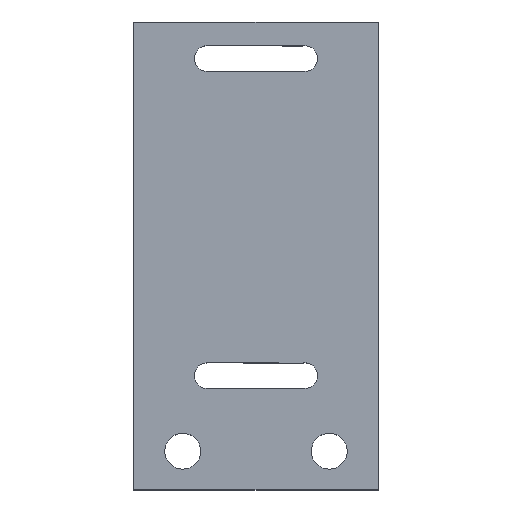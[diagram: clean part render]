
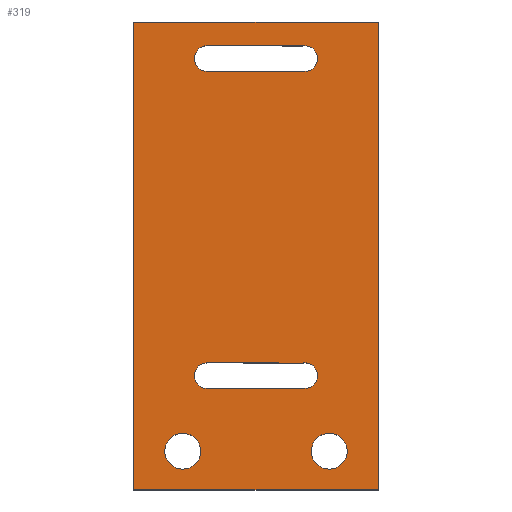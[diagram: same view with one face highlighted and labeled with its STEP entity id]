
A CAD part, top view. The second image highlights one B-rep face of the part: STEP entity #319.
In plain terms, the highlighted planar face has unit normal (0, 0, 1).
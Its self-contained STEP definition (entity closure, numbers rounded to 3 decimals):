
#15=FACE_BOUND('',#72,.T.);
#16=FACE_BOUND('',#73,.T.);
#17=FACE_BOUND('',#74,.T.);
#18=FACE_BOUND('',#75,.T.);
#24=CIRCLE('',#338,1.05);
#26=CIRCLE('',#342,1.05);
#27=CIRCLE('',#344,1.473);
#29=CIRCLE('',#347,1.473);
#32=CIRCLE('',#352,1.05);
#34=CIRCLE('',#356,1.05);
#55=FACE_OUTER_BOUND('',#71,.T.);
#71=EDGE_LOOP('',(#267,#268,#269,#270));
#72=EDGE_LOOP('',(#271,#272,#273,#274));
#73=EDGE_LOOP('',(#275));
#74=EDGE_LOOP('',(#276));
#75=EDGE_LOOP('',(#277,#278,#279,#280));
#83=LINE('',#459,#113);
#87=LINE('',#471,#117);
#93=LINE('',#495,#123);
#97=LINE('',#507,#127);
#101=LINE('',#519,#131);
#104=LINE('',#525,#134);
#107=LINE('',#531,#137);
#110=LINE('',#535,#140);
#113=VECTOR('',#369,10.);
#117=VECTOR('',#381,10.);
#123=VECTOR('',#407,10.);
#127=VECTOR('',#419,10.);
#131=VECTOR('',#431,10.);
#134=VECTOR('',#436,10.);
#137=VECTOR('',#441,10.);
#140=VECTOR('',#446,10.);
#143=VERTEX_POINT('',#456);
#144=VERTEX_POINT('',#458);
#146=VERTEX_POINT('',#464);
#148=VERTEX_POINT('',#470);
#149=VERTEX_POINT('',#477);
#151=VERTEX_POINT('',#483);
#155=VERTEX_POINT('',#492);
#156=VERTEX_POINT('',#494);
#158=VERTEX_POINT('',#500);
#160=VERTEX_POINT('',#506);
#163=VERTEX_POINT('',#516);
#164=VERTEX_POINT('',#518);
#166=VERTEX_POINT('',#524);
#168=VERTEX_POINT('',#530);
#171=EDGE_CURVE('',#144,#143,#83,.T.);
#174=EDGE_CURVE('',#146,#144,#24,.T.);
#177=EDGE_CURVE('',#148,#146,#87,.T.);
#180=EDGE_CURVE('',#143,#148,#26,.T.);
#181=EDGE_CURVE('',#149,#149,#27,.T.);
#184=EDGE_CURVE('',#151,#151,#29,.T.);
#189=EDGE_CURVE('',#156,#155,#93,.T.);
#192=EDGE_CURVE('',#158,#156,#32,.T.);
#195=EDGE_CURVE('',#160,#158,#97,.T.);
#198=EDGE_CURVE('',#155,#160,#34,.T.);
#201=EDGE_CURVE('',#164,#163,#101,.T.);
#204=EDGE_CURVE('',#166,#164,#104,.T.);
#207=EDGE_CURVE('',#168,#166,#107,.T.);
#210=EDGE_CURVE('',#163,#168,#110,.T.);
#267=ORIENTED_EDGE('',*,*,#210,.T.);
#268=ORIENTED_EDGE('',*,*,#207,.T.);
#269=ORIENTED_EDGE('',*,*,#204,.T.);
#270=ORIENTED_EDGE('',*,*,#201,.T.);
#271=ORIENTED_EDGE('',*,*,#198,.T.);
#272=ORIENTED_EDGE('',*,*,#195,.T.);
#273=ORIENTED_EDGE('',*,*,#192,.T.);
#274=ORIENTED_EDGE('',*,*,#189,.T.);
#275=ORIENTED_EDGE('',*,*,#184,.T.);
#276=ORIENTED_EDGE('',*,*,#181,.T.);
#277=ORIENTED_EDGE('',*,*,#180,.T.);
#278=ORIENTED_EDGE('',*,*,#177,.T.);
#279=ORIENTED_EDGE('',*,*,#174,.T.);
#280=ORIENTED_EDGE('',*,*,#171,.T.);
#303=PLANE('',#361);
#319=ADVANCED_FACE('',(#55,#15,#16,#17,#18),#303,.T.);
#338=AXIS2_PLACEMENT_3D('',#465,#375,#376);
#342=AXIS2_PLACEMENT_3D('',#475,#387,#388);
#344=AXIS2_PLACEMENT_3D('',#478,#391,#392);
#347=AXIS2_PLACEMENT_3D('',#484,#398,#399);
#352=AXIS2_PLACEMENT_3D('',#501,#413,#414);
#356=AXIS2_PLACEMENT_3D('',#511,#425,#426);
#361=AXIS2_PLACEMENT_3D('',#536,#447,#448);
#369=DIRECTION('',(1.,-0.002,0.));
#375=DIRECTION('center_axis',(0.,0.,-1.));
#376=DIRECTION('ref_axis',(0.002,1.,0.));
#381=DIRECTION('',(-1.,-0.002,0.));
#387=DIRECTION('center_axis',(0.,0.,-1.));
#388=DIRECTION('ref_axis',(-0.166,-0.986,0.));
#391=DIRECTION('center_axis',(0.,0.,-1.));
#392=DIRECTION('ref_axis',(1.,0.,0.));
#398=DIRECTION('center_axis',(0.,0.,-1.));
#399=DIRECTION('ref_axis',(1.,0.,0.));
#407=DIRECTION('',(1.,-0.002,0.));
#413=DIRECTION('center_axis',(0.,0.,-1.));
#414=DIRECTION('ref_axis',(0.002,1.,0.));
#419=DIRECTION('',(-1.,-0.002,0.));
#425=DIRECTION('center_axis',(0.,0.,-1.));
#426=DIRECTION('ref_axis',(-0.166,-0.986,0.));
#431=DIRECTION('',(0.,-1.,0.));
#436=DIRECTION('',(-1.,0.,0.));
#441=DIRECTION('',(0.,1.,0.));
#446=DIRECTION('',(1.,0.,0.));
#447=DIRECTION('center_axis',(0.,0.,1.));
#448=DIRECTION('ref_axis',(1.,0.,0.));
#456=CARTESIAN_POINT('',(95.946,-30.231,3.175));
#458=CARTESIAN_POINT('',(88.122,-30.217,3.175));
#459=CARTESIAN_POINT('',(95.946,-30.231,3.175));
#464=CARTESIAN_POINT('',(88.122,-32.317,3.175));
#465=CARTESIAN_POINT('Origin',(88.12,-31.267,3.175));
#470=CARTESIAN_POINT('',(95.945,-32.302,3.175));
#471=CARTESIAN_POINT('',(95.945,-32.302,3.175));
#475=CARTESIAN_POINT('Origin',(96.12,-31.267,3.175));
#477=CARTESIAN_POINT('',(96.647,-63.442,3.175));
#478=CARTESIAN_POINT('Origin',(98.12,-63.442,3.175));
#483=CARTESIAN_POINT('',(84.647,-63.442,3.175));
#484=CARTESIAN_POINT('Origin',(86.12,-63.442,3.175));
#492=CARTESIAN_POINT('',(95.946,-56.217,3.175));
#494=CARTESIAN_POINT('',(88.122,-56.203,3.175));
#495=CARTESIAN_POINT('',(95.946,-56.217,3.175));
#500=CARTESIAN_POINT('',(88.122,-58.303,3.175));
#501=CARTESIAN_POINT('Origin',(88.12,-57.253,3.175));
#506=CARTESIAN_POINT('',(95.945,-58.288,3.175));
#507=CARTESIAN_POINT('',(95.945,-58.288,3.175));
#511=CARTESIAN_POINT('Origin',(96.12,-57.253,3.175));
#516=CARTESIAN_POINT('',(82.12,-66.617,3.175));
#518=CARTESIAN_POINT('',(82.12,-28.267,3.175));
#519=CARTESIAN_POINT('',(82.12,-66.617,3.175));
#524=CARTESIAN_POINT('',(102.12,-28.267,3.175));
#525=CARTESIAN_POINT('',(82.12,-28.267,3.175));
#530=CARTESIAN_POINT('',(102.12,-66.617,3.175));
#531=CARTESIAN_POINT('',(102.12,-28.267,3.175));
#535=CARTESIAN_POINT('',(102.12,-66.617,3.175));
#536=CARTESIAN_POINT('Origin',(92.12,-47.442,3.175));
